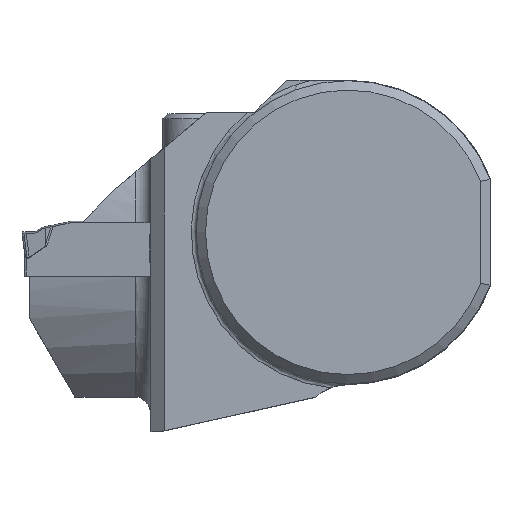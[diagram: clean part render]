
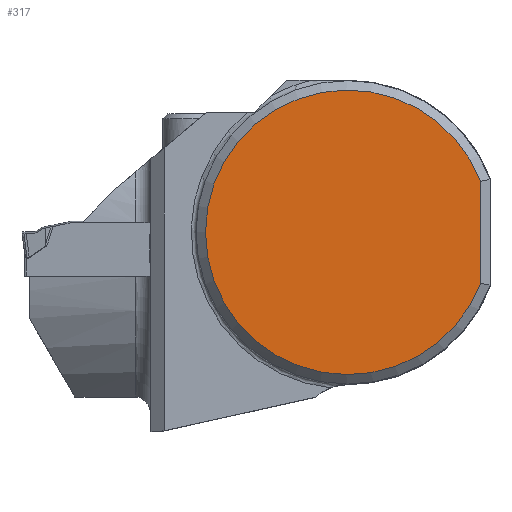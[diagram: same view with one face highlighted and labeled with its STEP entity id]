
A CAD part, top view. The second image highlights one B-rep face of the part: STEP entity #317.
In plain terms, the highlighted planar face has unit normal (0, 0, 1).
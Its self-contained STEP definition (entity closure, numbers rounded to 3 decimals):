
#252=PLANE('',#2556);
#317=ADVANCED_FACE('',(#489),#252,.F.);
#489=FACE_OUTER_BOUND('',#624,.T.);
#624=EDGE_LOOP('',(#1201,#1202));
#783=LINE('',#3576,#939);
#939=VECTOR('',#2841,1.);
#1076=CIRCLE('',#2555,15.);
#1201=ORIENTED_EDGE('',*,*,#2139,.F.);
#1202=ORIENTED_EDGE('',*,*,#2140,.T.);
#1903=VERTEX_POINT('',#3577);
#1904=VERTEX_POINT('',#3578);
#2139=EDGE_CURVE('',#1903,#1904,#783,.T.);
#2140=EDGE_CURVE('',#1903,#1904,#1076,.T.);
#2555=AXIS2_PLACEMENT_3D('',#3579,#2842,#2843);
#2556=AXIS2_PLACEMENT_3D('',#3580,#2844,#2845);
#2841=DIRECTION('',(0.,-1.,0.));
#2842=DIRECTION('',(0.,0.,1.));
#2843=DIRECTION('',(-1.,0.,0.));
#2844=DIRECTION('',(0.,0.,-1.));
#2845=DIRECTION('',(-1.,0.,0.));
#3576=CARTESIAN_POINT('',(14.,0.,0.325));
#3577=CARTESIAN_POINT('',(14.,5.385,0.325));
#3578=CARTESIAN_POINT('',(14.,-5.385,0.325));
#3579=CARTESIAN_POINT('',(0.,0.,0.325));
#3580=CARTESIAN_POINT('',(0.,0.,0.325));
